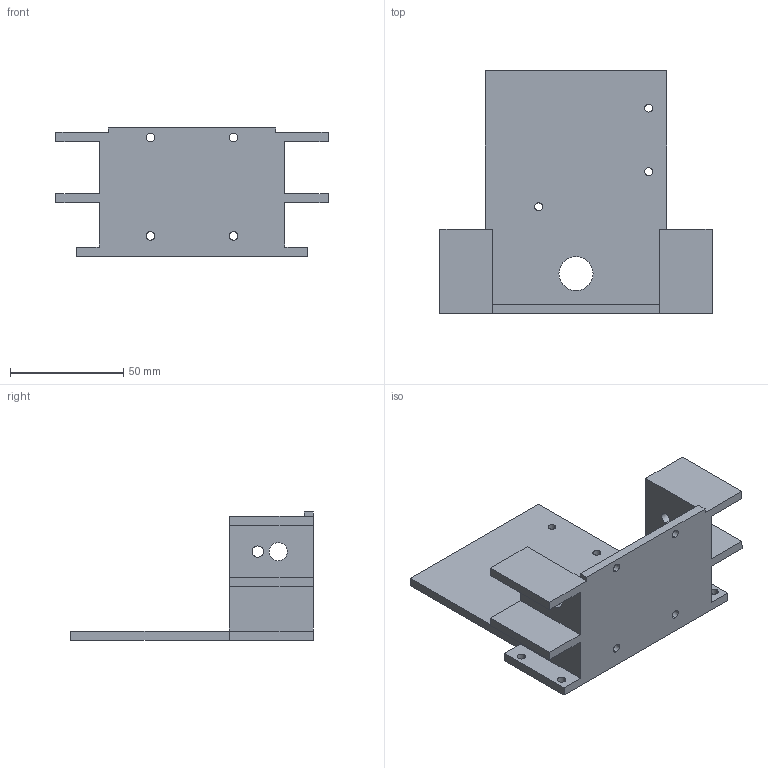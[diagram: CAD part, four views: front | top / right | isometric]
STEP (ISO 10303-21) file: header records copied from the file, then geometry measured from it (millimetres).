
FILE_DESCRIPTION (( 'STEP AP214' ), '1' );
FILE_NAME ('Main body.STEP', '2021-03-02T20:27:27', ( '' ), ( '' ), 'SwSTEP 2.0', 'SolidWorks 2019', '' );
FILE_SCHEMA (( 'AUTOMOTIVE_DESIGN' ));
Length unit declared in the file: millimetre
Products named in the file (1): Main body
Bounding box: 119.91 x 107 x 56.5 mm (x, y, z)
Volume: 77468.9 mm3; surface area: 42463.6 mm2
Topology: 1 solids, 1 shells, 66 faces, 190 edges, 126 vertices
Faces by surface type: plane 34, cylinder 32
Entity records: 2280 total; most frequent: DIRECTION 388, CARTESIAN_POINT 383, ORIENTED_EDGE 380, EDGE_CURVE 190, AXIS2_PLACEMENT_3D 131, VERTEX_POINT 126, LINE 126, VECTOR 126
